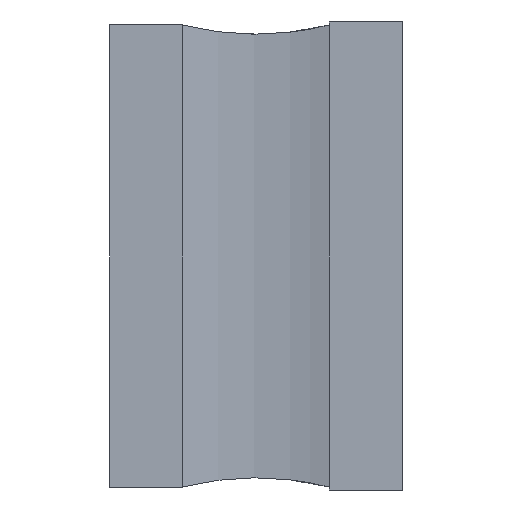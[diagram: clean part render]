
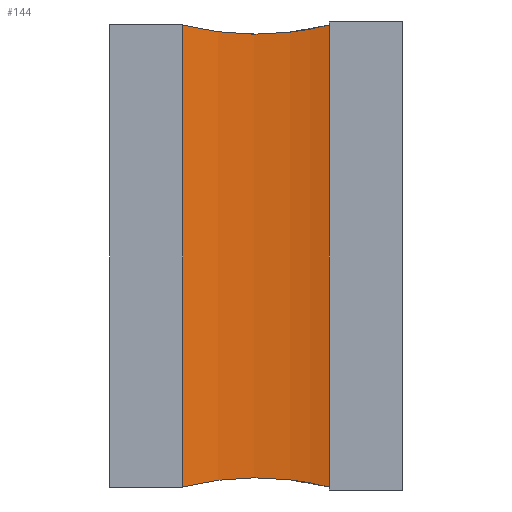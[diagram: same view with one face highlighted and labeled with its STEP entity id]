
A CAD part, left-side view. The second image highlights one B-rep face of the part: STEP entity #144.
In plain terms, the highlighted cylindrical face has radius 1 mm (diameter 2 mm), a partial arc.
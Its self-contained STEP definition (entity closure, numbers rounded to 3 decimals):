
#11 = VECTOR ( 'NONE', #856, 1000. ) ;
#29 = CARTESIAN_POINT ( 'NONE',  ( -1., 0.74, 0. ) ) ;
#39 = AXIS2_PLACEMENT_3D ( 'NONE', #702, #684, #753 ) ;
#104 = CARTESIAN_POINT ( 'NONE',  ( -0.957, 0.575, -0.747 ) ) ;
#110 = VERTEX_POINT ( 'NONE', #909 ) ;
#144 = ADVANCED_FACE ( 'NONE', ( #316 ), #766, .F. ) ;
#223 = CARTESIAN_POINT ( 'NONE',  ( -1., 0.24, 0.79 ) ) ;
#234 = CARTESIAN_POINT ( 'NONE',  ( -1., 0.74, 0.79 ) ) ;
#247 = ORIENTED_EDGE ( 'NONE', *, *, #282, .T. ) ;
#248 = ORIENTED_EDGE ( 'NONE', *, *, #559, .T. ) ;
#281 = ORIENTED_EDGE ( 'NONE', *, *, #908, .F. ) ;
#282 = EDGE_CURVE ( 'NONE', #548, #110, #657, .T. ) ;
#295 = EDGE_LOOP ( 'NONE', ( #793, #281, #247, #248 ) ) ;
#316 = FACE_OUTER_BOUND ( 'NONE', #295, .T. ) ;
#332 = CARTESIAN_POINT ( 'NONE',  ( -0.957, 0.405, -0.747 ) ) ;
#350 = CARTESIAN_POINT ( 'NONE',  ( -1., 0.24, 0.79 ) ) ;
#474 = CARTESIAN_POINT ( 'NONE',  ( -1., 0.74, -0.79 ) ) ;
#513 = VERTEX_POINT ( 'NONE', #234 ) ;
#516 = CARTESIAN_POINT ( 'NONE',  ( -0.957, 0.575, 0.747 ) ) ;
#548 = VERTEX_POINT ( 'NONE', #645 ) ;
#559 = EDGE_CURVE ( 'NONE', #110, #927, #853, .T. ) ;
#575 = VECTOR ( 'NONE', #660, 1000. ) ;
#602 = CARTESIAN_POINT ( 'NONE',  ( -1., 0.74, 0.79 ) ) ;
#611 =( BOUNDED_CURVE ( )  B_SPLINE_CURVE ( 3, ( #602, #516, #894, #731 ),
 .UNSPECIFIED., .F., .F. ) 
 B_SPLINE_CURVE_WITH_KNOTS ( ( 4, 4 ),
 ( 2.889, 3.394 ),
 .UNSPECIFIED. ) 
 CURVE ( )  GEOMETRIC_REPRESENTATION_ITEM ( )  RATIONAL_B_SPLINE_CURVE ( ( 1., 0.979, 0.979, 1. ) ) 
 REPRESENTATION_ITEM ( '' )  );
#645 = CARTESIAN_POINT ( 'NONE',  ( -1., 0.74, -0.79 ) ) ;
#657 =( BOUNDED_CURVE ( )  B_SPLINE_CURVE ( 3, ( #474, #104, #332, #835 ),
 .UNSPECIFIED., .F., .F. ) 
 B_SPLINE_CURVE_WITH_KNOTS ( ( 4, 4 ),
 ( 2.889, 3.394 ),
 .UNSPECIFIED. ) 
 CURVE ( )  GEOMETRIC_REPRESENTATION_ITEM ( )  RATIONAL_B_SPLINE_CURVE ( ( 1., 0.979, 0.979, 1. ) ) 
 REPRESENTATION_ITEM ( '' )  );
#660 = DIRECTION ( 'NONE',  ( 0., 0., 1. ) ) ;
#684 = DIRECTION ( 'NONE',  ( 0., 0., -1. ) ) ;
#702 = CARTESIAN_POINT ( 'NONE',  ( -1.968, 0.49, 0.79 ) ) ;
#731 = CARTESIAN_POINT ( 'NONE',  ( -1., 0.24, 0.79 ) ) ;
#739 = EDGE_CURVE ( 'NONE', #513, #927, #611, .T. ) ;
#753 = DIRECTION ( 'NONE',  ( -1., 0., 0. ) ) ;
#766 = CYLINDRICAL_SURFACE ( 'NONE', #39, 1. ) ;
#771 = LINE ( 'NONE', #29, #575 ) ;
#793 = ORIENTED_EDGE ( 'NONE', *, *, #739, .F. ) ;
#835 = CARTESIAN_POINT ( 'NONE',  ( -1., 0.24, -0.79 ) ) ;
#853 = LINE ( 'NONE', #350, #11 ) ;
#856 = DIRECTION ( 'NONE',  ( 0., 0., 1. ) ) ;
#894 = CARTESIAN_POINT ( 'NONE',  ( -0.957, 0.405, 0.747 ) ) ;
#908 = EDGE_CURVE ( 'NONE', #548, #513, #771, .T. ) ;
#909 = CARTESIAN_POINT ( 'NONE',  ( -1., 0.24, -0.79 ) ) ;
#927 = VERTEX_POINT ( 'NONE', #223 ) ;
